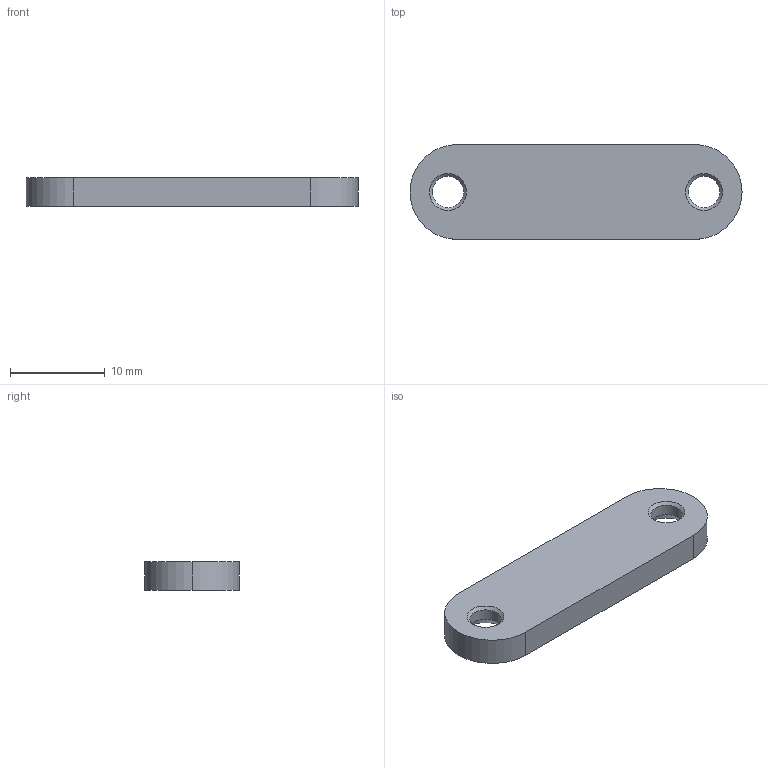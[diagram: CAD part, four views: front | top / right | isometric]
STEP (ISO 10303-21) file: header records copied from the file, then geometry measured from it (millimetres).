
FILE_DESCRIPTION(/* description */ (''),/* implementation_level */ '2;1');
FILE_NAME(/* name */ 'GETOUT_STAVE_125.stp',/* time_stamp */ '2018-09-20T14:11:42+02:00',/* author */ (''),/* organization */ (''),/* preprocessor_version */ 'ST-DEVELOPER v16.7',/* originating_system */ 'SIEMENS PLM Software NX 12.0',/* authorisation */ '');
FILE_SCHEMA (('AUTOMOTIVE_DESIGN { 1 0 10303 214 3 1 1 1 }'));
Length unit declared in the file: millimetre
Products named in the file (1): bezA730AE56cd36
Bounding box: 35 x 10 x 3 mm (x, y, z)
Volume: 902.9 mm3; surface area: 913.5 mm2
Topology: 1 solids, 1 shells, 14 faces, 34 edges, 22 vertices
Faces by surface type: cylinder 6, plane 4, cone 4
Full cylindrical faces by diameter (mm): 3.3 x2
Entity records: 410 total; most frequent: DIRECTION 72, CARTESIAN_POINT 61, ORIENTED_EDGE 52, AXIS2_PLACEMENT_3D 31, EDGE_CURVE 26, EDGE_LOOP 24, VERTEX_POINT 20, FACE_BOUND 18
